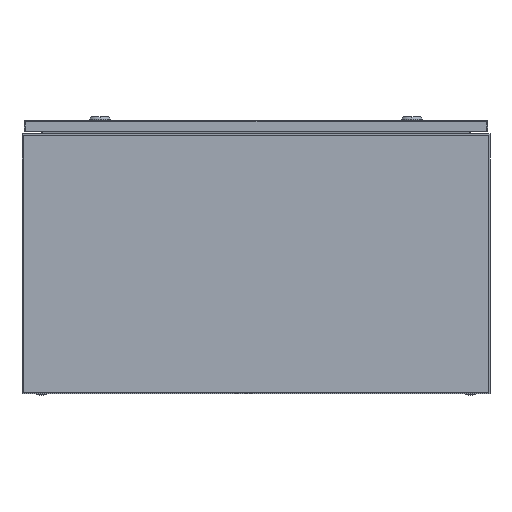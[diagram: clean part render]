
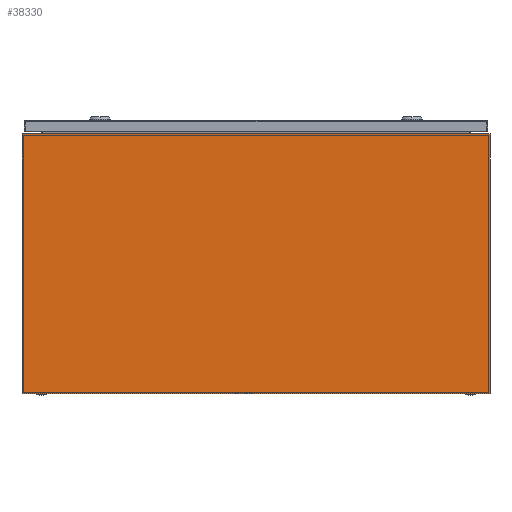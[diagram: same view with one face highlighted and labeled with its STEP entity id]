
A CAD part, left-side view. The second image highlights one B-rep face of the part: STEP entity #38330.
In plain terms, the highlighted planar face has unit normal (-1, 0, 0).
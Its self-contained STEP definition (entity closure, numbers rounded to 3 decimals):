
#4015 = AXIS2_PLACEMENT_3D ( 'NONE', #23768, #37322, #27540 ) ;
#7823 = DIRECTION ( 'NONE',  ( 0., 0., -1. ) ) ;
#8612 = VECTOR ( 'NONE', #34448, 1000. ) ;
#8957 = CARTESIAN_POINT ( 'NONE',  ( 0., 0., 0. ) ) ;
#9689 = CARTESIAN_POINT ( 'NONE',  ( 0., 0., 333. ) ) ;
#9738 = CARTESIAN_POINT ( 'NONE',  ( 0., 600., 333. ) ) ;
#9927 = CARTESIAN_POINT ( 'NONE',  ( 0., 600., 333. ) ) ;
#10686 = PLANE ( 'NONE',  #4015 ) ;
#12319 = DIRECTION ( 'NONE',  ( 0., -1., 0. ) ) ;
#12959 = ORIENTED_EDGE ( 'NONE', *, *, #21471, .T. ) ;
#14011 = LINE ( 'NONE', #20925, #8612 ) ;
#15319 = LINE ( 'NONE', #28878, #32683 ) ;
#16345 = DIRECTION ( 'NONE',  ( 0., 0., -1. ) ) ;
#17540 = EDGE_LOOP ( 'NONE', ( #12959, #20065, #25340, #39544 ) ) ;
#18103 = LINE ( 'NONE', #31663, #38862 ) ;
#20065 = ORIENTED_EDGE ( 'NONE', *, *, #42275, .F. ) ;
#20925 = CARTESIAN_POINT ( 'NONE',  ( 0., 0., 0. ) ) ;
#21471 = EDGE_CURVE ( 'NONE', #26722, #23519, #14011, .T. ) ;
#22127 = VERTEX_POINT ( 'NONE', #9689 ) ;
#23519 = VERTEX_POINT ( 'NONE', #8957 ) ;
#23768 = CARTESIAN_POINT ( 'NONE',  ( 0., 0., 333. ) ) ;
#25340 = ORIENTED_EDGE ( 'NONE', *, *, #29494, .F. ) ;
#25397 = CARTESIAN_POINT ( 'NONE',  ( 0., 600., 0. ) ) ;
#26722 = VERTEX_POINT ( 'NONE', #25397 ) ;
#27540 = DIRECTION ( 'NONE',  ( 0., 0., -1. ) ) ;
#28878 = CARTESIAN_POINT ( 'NONE',  ( 0., 0., 333. ) ) ;
#29494 = EDGE_CURVE ( 'NONE', #31802, #22127, #18103, .T. ) ;
#29990 = VECTOR ( 'NONE', #16345, 1000. ) ;
#31663 = CARTESIAN_POINT ( 'NONE',  ( 0., 0., 333. ) ) ;
#31802 = VERTEX_POINT ( 'NONE', #9738 ) ;
#32683 = VECTOR ( 'NONE', #7823, 1000. ) ;
#34448 = DIRECTION ( 'NONE',  ( 0., -1., 0. ) ) ;
#35272 = EDGE_CURVE ( 'NONE', #31802, #26722, #43445, .T. ) ;
#37322 = DIRECTION ( 'NONE',  ( 1., 0., 0. ) ) ;
#38330 = ADVANCED_FACE ( 'NONE', ( #41301 ), #10686, .F. ) ;
#38862 = VECTOR ( 'NONE', #12319, 1000. ) ;
#39544 = ORIENTED_EDGE ( 'NONE', *, *, #35272, .T. ) ;
#41301 = FACE_OUTER_BOUND ( 'NONE', #17540, .T. ) ;
#42275 = EDGE_CURVE ( 'NONE', #22127, #23519, #15319, .T. ) ;
#43445 = LINE ( 'NONE', #9927, #29990 ) ;
